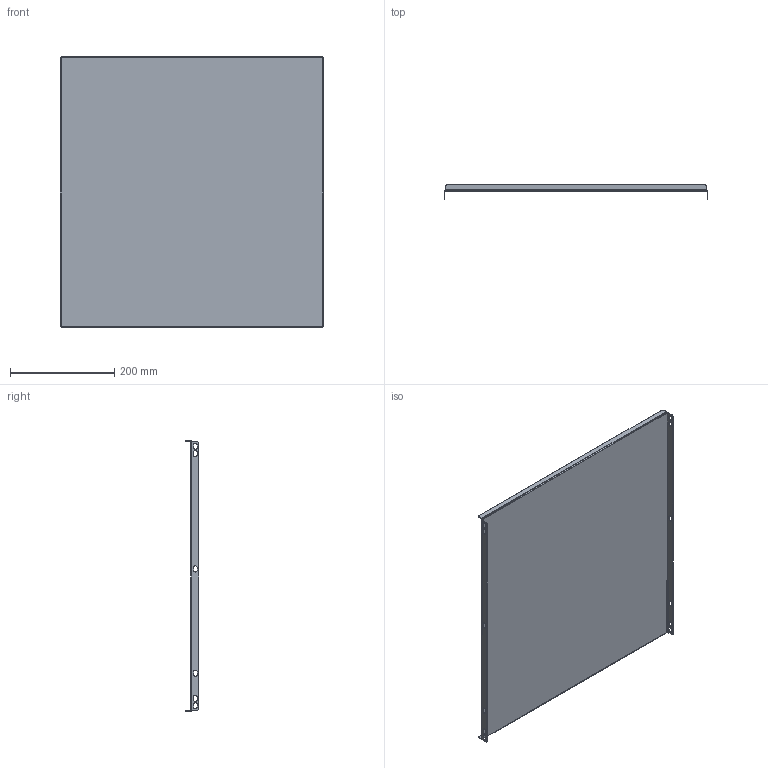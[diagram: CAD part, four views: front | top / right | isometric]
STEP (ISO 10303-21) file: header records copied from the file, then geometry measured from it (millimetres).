
FILE_DESCRIPTION (( 'STEP AP214' ), '1' );
FILE_NAME ('Ïåðåãîðîäêà ãîðèçîíòàëüíàÿ 600õ550.STEP', '2022-04-04T09:15:24', ( '' ), ( '' ), 'SwSTEP 2.0', 'SolidWorks 2017', '' );
FILE_SCHEMA (( 'AUTOMOTIVE_DESIGN' ));
Length unit declared in the file: millimetre
Products named in the file (1): Ïåðåãîðîäêà ãîðèçîíòàëüíàÿ 600õ550
Bounding box: 506 x 26.8 x 520 mm (x, y, z)
Volume: 344268.7 mm3; surface area: 576804.1 mm2
Topology: 1 solids, 1 shells, 94 faces, 244 edges, 152 vertices
Faces by surface type: plane 54, cylinder 40
Entity records: 2934 total; most frequent: DIRECTION 514, CARTESIAN_POINT 491, ORIENTED_EDGE 488, EDGE_CURVE 244, AXIS2_PLACEMENT_3D 175, LINE 164, VECTOR 164, VERTEX_POINT 152
